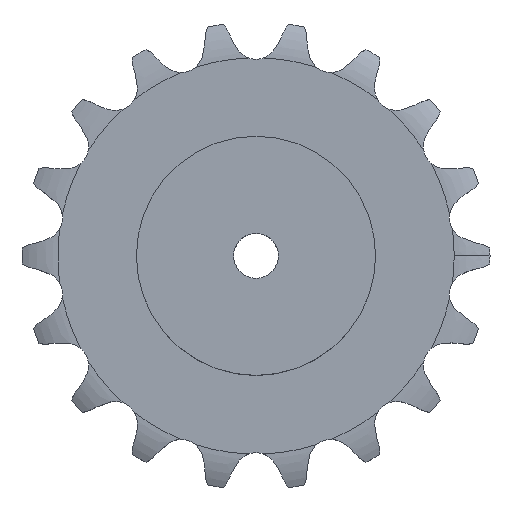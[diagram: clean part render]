
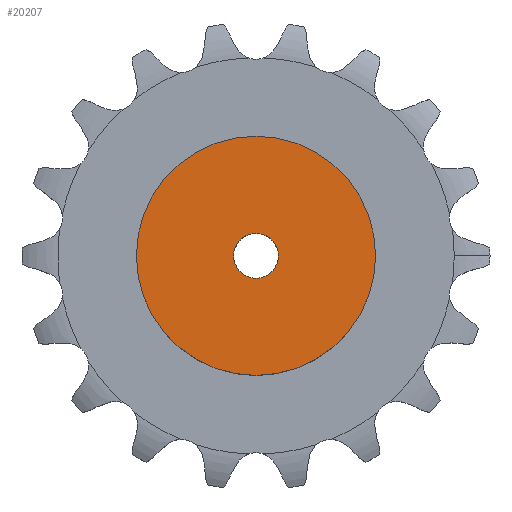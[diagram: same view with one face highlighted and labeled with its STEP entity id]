
A CAD part, top view. The second image highlights one B-rep face of the part: STEP entity #20207.
In plain terms, the highlighted planar face has unit normal (0, 0, 1).
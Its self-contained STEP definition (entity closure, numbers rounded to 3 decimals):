
#2748 = CYLINDRICAL_SURFACE('',#2749,80.);
#2749 = AXIS2_PLACEMENT_3D('',#2750,#2751,#2752);
#2750 = CARTESIAN_POINT('',(0.,0.,0.));
#2751 = DIRECTION('',(-0.,-0.,-1.));
#2752 = DIRECTION('',(1.,0.,0.));
#13168 = VERTEX_POINT('',#13169);
#13169 = CARTESIAN_POINT('',(80.,0.,90.));
#13190 = EDGE_CURVE('',#13168,#13168,#13191,.T.);
#13191 = SURFACE_CURVE('',#13192,(#13197,#13204),.PCURVE_S1.);
#13192 = CIRCLE('',#13193,80.);
#13193 = AXIS2_PLACEMENT_3D('',#13194,#13195,#13196);
#13194 = CARTESIAN_POINT('',(0.,0.,90.));
#13195 = DIRECTION('',(0.,0.,1.));
#13196 = DIRECTION('',(1.,0.,0.));
#13197 = PCURVE('',#2748,#13198);
#13198 = DEFINITIONAL_REPRESENTATION('',(#13199),#13203);
#13199 = LINE('',#13200,#13201);
#13200 = CARTESIAN_POINT('',(-0.,-90.));
#13201 = VECTOR('',#13202,1.);
#13202 = DIRECTION('',(-1.,0.));
#13203 = ( GEOMETRIC_REPRESENTATION_CONTEXT(2) 
PARAMETRIC_REPRESENTATION_CONTEXT() REPRESENTATION_CONTEXT('2D SPACE',''
  ) );
#13204 = PCURVE('',#13205,#13210);
#13205 = PLANE('',#13206);
#13206 = AXIS2_PLACEMENT_3D('',#13207,#13208,#13209);
#13207 = CARTESIAN_POINT('',(0.,0.,90.)
  );
#13208 = DIRECTION('',(0.,0.,1.));
#13209 = DIRECTION('',(1.,0.,0.));
#13210 = DEFINITIONAL_REPRESENTATION('',(#13211),#13215);
#13211 = CIRCLE('',#13212,80.);
#13212 = AXIS2_PLACEMENT_2D('',#13213,#13214);
#13213 = CARTESIAN_POINT('',(0.,0.));
#13214 = DIRECTION('',(1.,0.));
#13215 = ( GEOMETRIC_REPRESENTATION_CONTEXT(2) 
PARAMETRIC_REPRESENTATION_CONTEXT() REPRESENTATION_CONTEXT('2D SPACE',''
  ) );
#17296 = CYLINDRICAL_SURFACE('',#17297,15.);
#17297 = AXIS2_PLACEMENT_3D('',#17298,#17299,#17300);
#17298 = CARTESIAN_POINT('',(0.,0.,493.942));
#17299 = DIRECTION('',(0.,0.,1.));
#17300 = DIRECTION('',(1.,0.,0.));
#20207 = ADVANCED_FACE('',(#20208,#20211),#13205,.T.);
#20208 = FACE_BOUND('',#20209,.T.);
#20209 = EDGE_LOOP('',(#20210));
#20210 = ORIENTED_EDGE('',*,*,#13190,.T.);
#20211 = FACE_BOUND('',#20212,.T.);
#20212 = EDGE_LOOP('',(#20213));
#20213 = ORIENTED_EDGE('',*,*,#20214,.F.);
#20214 = EDGE_CURVE('',#20215,#20215,#20217,.T.);
#20215 = VERTEX_POINT('',#20216);
#20216 = CARTESIAN_POINT('',(15.,0.,90.));
#20217 = SURFACE_CURVE('',#20218,(#20223,#20230),.PCURVE_S1.);
#20218 = CIRCLE('',#20219,15.);
#20219 = AXIS2_PLACEMENT_3D('',#20220,#20221,#20222);
#20220 = CARTESIAN_POINT('',(0.,0.,90.));
#20221 = DIRECTION('',(0.,0.,1.));
#20222 = DIRECTION('',(1.,0.,0.));
#20223 = PCURVE('',#13205,#20224);
#20224 = DEFINITIONAL_REPRESENTATION('',(#20225),#20229);
#20225 = CIRCLE('',#20226,15.);
#20226 = AXIS2_PLACEMENT_2D('',#20227,#20228);
#20227 = CARTESIAN_POINT('',(0.,0.));
#20228 = DIRECTION('',(1.,0.));
#20229 = ( GEOMETRIC_REPRESENTATION_CONTEXT(2) 
PARAMETRIC_REPRESENTATION_CONTEXT() REPRESENTATION_CONTEXT('2D SPACE',''
  ) );
#20230 = PCURVE('',#17296,#20231);
#20231 = DEFINITIONAL_REPRESENTATION('',(#20232),#20236);
#20232 = LINE('',#20233,#20234);
#20233 = CARTESIAN_POINT('',(0.,-403.942));
#20234 = VECTOR('',#20235,1.);
#20235 = DIRECTION('',(1.,0.));
#20236 = ( GEOMETRIC_REPRESENTATION_CONTEXT(2) 
PARAMETRIC_REPRESENTATION_CONTEXT() REPRESENTATION_CONTEXT('2D SPACE',''
  ) );
